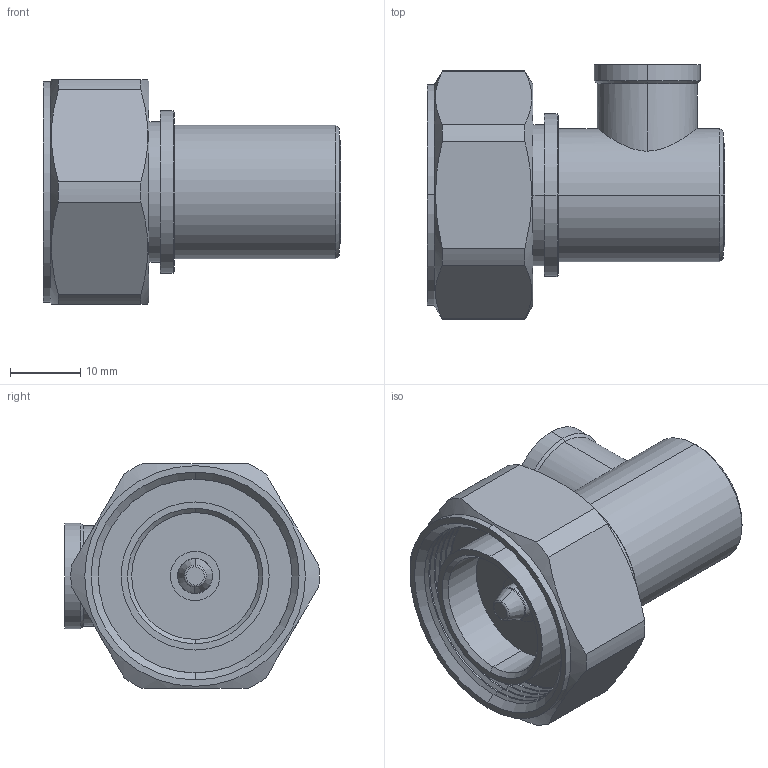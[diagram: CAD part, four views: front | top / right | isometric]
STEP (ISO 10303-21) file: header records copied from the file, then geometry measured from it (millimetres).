
FILE_DESCRIPTION (( 'STEP AP203' ), '1' );
FILE_NAME ('3190-6279.STEP', '2020-09-23T02:05:01', ( '' ), ( '' ), 'SwSTEP 2.0', 'SolidWorks 2018', '' );
FILE_SCHEMA (( 'CONFIG_CONTROL_DESIGN' ));
Length unit declared in the file: inch
Products named in the file (1): 3190-6279
Bounding box: 42.22 x 36.12 x 31.86 mm (x, y, z)
Volume: 17849.8 mm3; surface area: 7660.7 mm2
Topology: 1 solids, 1 shells, 105 faces, 230 edges, 136 vertices
Faces by surface type: cylinder 42, cone 40, plane 19, torus 4
Entity records: 3153 total; most frequent: CARTESIAN_POINT 732, DIRECTION 530, ORIENTED_EDGE 460, EDGE_CURVE 230, AXIS2_PLACEMENT_3D 220, VERTEX_POINT 136, EDGE_LOOP 116, CIRCLE 114
